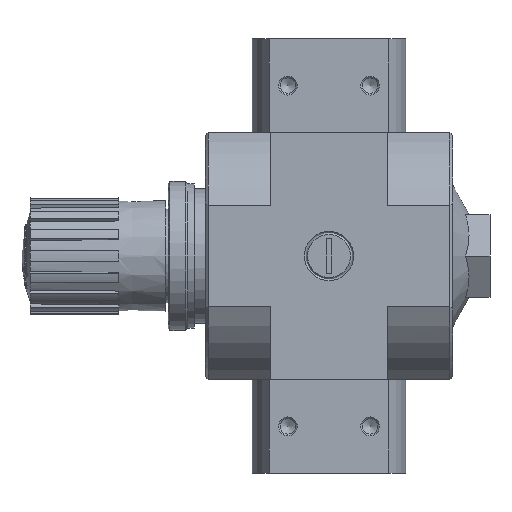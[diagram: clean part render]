
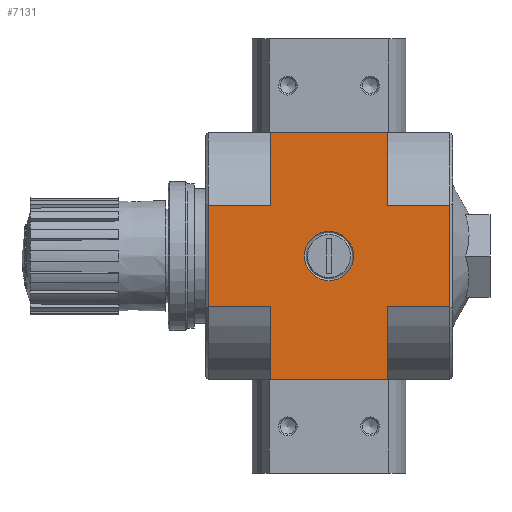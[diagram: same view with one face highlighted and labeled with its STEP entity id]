
A CAD part, left-side view. The second image highlights one B-rep face of the part: STEP entity #7131.
In plain terms, the highlighted face is planar.
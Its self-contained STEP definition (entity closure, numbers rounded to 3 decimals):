
#275=PLANE('',#7624);
#526=CIRCLE('',#7625,6.579);
#1019=ORIENTED_EDGE('',*,*,#2566,.F.);
#1020=ORIENTED_EDGE('',*,*,#2567,.T.);
#1021=ORIENTED_EDGE('',*,*,#2568,.F.);
#1022=ORIENTED_EDGE('',*,*,#2569,.T.);
#1023=ORIENTED_EDGE('',*,*,#2570,.F.);
#1024=ORIENTED_EDGE('',*,*,#2549,.F.);
#1025=ORIENTED_EDGE('',*,*,#2571,.T.);
#1026=ORIENTED_EDGE('',*,*,#2572,.T.);
#1027=ORIENTED_EDGE('',*,*,#2573,.T.);
#1028=ORIENTED_EDGE('',*,*,#2574,.T.);
#1029=ORIENTED_EDGE('',*,*,#2575,.T.);
#1030=ORIENTED_EDGE('',*,*,#2541,.F.);
#1031=ORIENTED_EDGE('',*,*,#2576,.F.);
#2541=EDGE_CURVE('',#3297,#3290,#3801,.T.);
#2549=EDGE_CURVE('',#3304,#3305,#3806,.T.);
#2566=EDGE_CURVE('',#3318,#3318,#526,.T.);
#2567=EDGE_CURVE('',#3319,#3320,#3822,.F.);
#2568=EDGE_CURVE('',#3321,#3320,#3823,.T.);
#2569=EDGE_CURVE('',#3321,#3322,#3824,.T.);
#2570=EDGE_CURVE('',#3305,#3322,#3825,.T.);
#2571=EDGE_CURVE('',#3304,#3323,#3826,.T.);
#2572=EDGE_CURVE('',#3323,#3324,#3827,.T.);
#2573=EDGE_CURVE('',#3324,#3325,#3828,.T.);
#2574=EDGE_CURVE('',#3325,#3326,#3829,.F.);
#2575=EDGE_CURVE('',#3326,#3290,#3830,.T.);
#2576=EDGE_CURVE('',#3319,#3297,#3831,.T.);
#3290=VERTEX_POINT('',#10486);
#3297=VERTEX_POINT('',#10501);
#3304=VERTEX_POINT('',#10517);
#3305=VERTEX_POINT('',#10519);
#3318=VERTEX_POINT('',#10551);
#3319=VERTEX_POINT('',#10553);
#3320=VERTEX_POINT('',#10554);
#3321=VERTEX_POINT('',#10556);
#3322=VERTEX_POINT('',#10558);
#3323=VERTEX_POINT('',#10561);
#3324=VERTEX_POINT('',#10563);
#3325=VERTEX_POINT('',#10565);
#3326=VERTEX_POINT('',#10567);
#3801=LINE('',#10502,#4171);
#3806=LINE('',#10518,#4176);
#3822=LINE('',#10552,#4192);
#3823=LINE('',#10555,#4193);
#3824=LINE('',#10557,#4194);
#3825=LINE('',#10559,#4195);
#3826=LINE('',#10560,#4196);
#3827=LINE('',#10562,#4197);
#3828=LINE('',#10564,#4198);
#3829=LINE('',#10566,#4199);
#3830=LINE('',#10568,#4200);
#3831=LINE('',#10569,#4201);
#4171=VECTOR('',#8557,1000.);
#4176=VECTOR('',#8570,1000.);
#4192=VECTOR('',#8594,1000.);
#4193=VECTOR('',#8595,1000.);
#4194=VECTOR('',#8596,1000.);
#4195=VECTOR('',#8597,1000.);
#4196=VECTOR('',#8598,1000.);
#4197=VECTOR('',#8599,1000.);
#4198=VECTOR('',#8600,1000.);
#4199=VECTOR('',#8601,1000.);
#4200=VECTOR('',#8602,1000.);
#4201=VECTOR('',#8603,1000.);
#4548=EDGE_LOOP('',(#1019));
#4549=EDGE_LOOP('',(#1020,#1021,#1022,#1023,#1024,#1025,#1026,#1027,#1028,
#1029,#1030,#1031));
#5060=FACE_BOUND('',#4548,.T.);
#5061=FACE_BOUND('',#4549,.T.);
#7131=ADVANCED_FACE('',(#5060,#5061),#275,.F.);
#7624=AXIS2_PLACEMENT_3D('',#10549,#8590,#8591);
#7625=AXIS2_PLACEMENT_3D('',#10550,#8592,#8593);
#8557=DIRECTION('',(0.,-1.,0.));
#8570=DIRECTION('',(0.,1.,0.));
#8590=DIRECTION('',(0.,0.,1.));
#8591=DIRECTION('',(1.,0.,0.));
#8592=DIRECTION('',(0.,0.,-1.));
#8593=DIRECTION('',(-1.,0.,0.));
#8594=DIRECTION('',(0.,-1.,0.));
#8595=DIRECTION('',(-1.,0.,0.));
#8596=DIRECTION('',(0.,-1.,0.));
#8597=DIRECTION('',(-1.,0.,0.));
#8598=DIRECTION('',(-1.,0.,0.));
#8599=DIRECTION('',(0.,-1.,0.));
#8600=DIRECTION('',(-1.,0.,0.));
#8601=DIRECTION('',(0.,-1.,0.));
#8602=DIRECTION('',(-1.,0.,0.));
#8603=DIRECTION('',(-1.,0.,0.));
#10486=CARTESIAN_POINT('',(-33.,-15.5,-33.));
#10501=CARTESIAN_POINT('',(-33.,15.5,-33.));
#10502=CARTESIAN_POINT('',(-33.,32.2,-33.));
#10517=CARTESIAN_POINT('',(33.,-15.5,-33.));
#10518=CARTESIAN_POINT('',(33.,-32.2,-33.));
#10519=CARTESIAN_POINT('',(33.,15.5,-33.));
#10549=CARTESIAN_POINT('',(0.,0.,-33.));
#10550=CARTESIAN_POINT('',(0.,0.,-33.));
#10551=CARTESIAN_POINT('',(-6.579,0.,-33.));
#10552=CARTESIAN_POINT('',(-13.619,50.5,-33.));
#10553=CARTESIAN_POINT('',(-13.619,15.5,-33.));
#10554=CARTESIAN_POINT('',(-13.619,32.2,-33.));
#10555=CARTESIAN_POINT('',(33.,32.2,-33.));
#10556=CARTESIAN_POINT('',(13.619,32.2,-33.));
#10557=CARTESIAN_POINT('',(13.619,50.5,-33.));
#10558=CARTESIAN_POINT('',(13.619,15.5,-33.));
#10559=CARTESIAN_POINT('',(0.,15.5,-33.));
#10560=CARTESIAN_POINT('',(0.,-15.5,-33.));
#10561=CARTESIAN_POINT('',(13.619,-15.5,-33.));
#10562=CARTESIAN_POINT('',(13.619,-15.5,-33.));
#10563=CARTESIAN_POINT('',(13.619,-32.2,-33.));
#10564=CARTESIAN_POINT('',(33.,-32.2,-33.));
#10565=CARTESIAN_POINT('',(-13.619,-32.2,-33.));
#10566=CARTESIAN_POINT('',(-13.619,-15.5,-33.));
#10567=CARTESIAN_POINT('',(-13.619,-15.5,-33.));
#10568=CARTESIAN_POINT('',(0.,-15.5,-33.));
#10569=CARTESIAN_POINT('',(0.,15.5,-33.));
